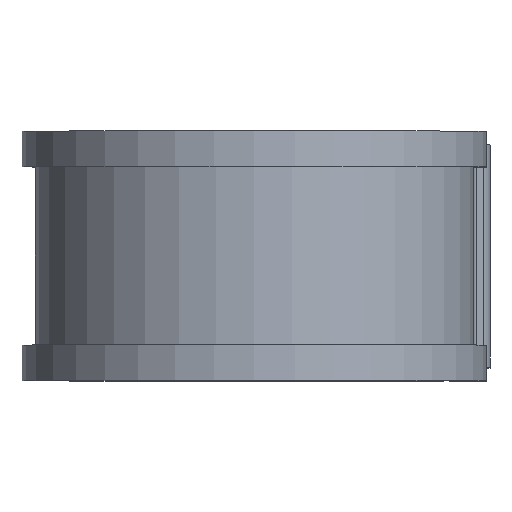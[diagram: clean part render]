
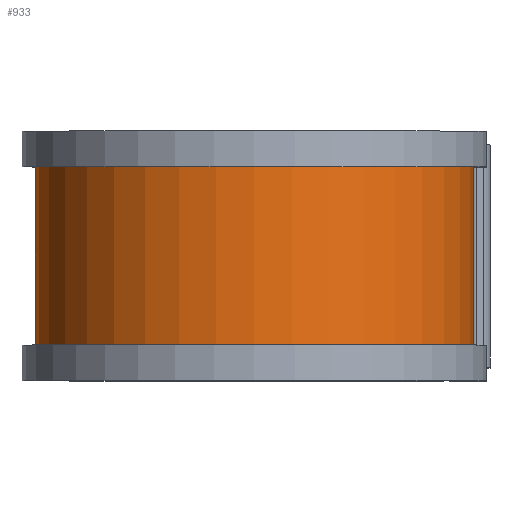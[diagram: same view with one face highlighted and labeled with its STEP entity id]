
A CAD part, top view. The second image highlights one B-rep face of the part: STEP entity #933.
In plain terms, the highlighted cylindrical face has radius 24.968 mm (diameter 49.936 mm), a partial arc.
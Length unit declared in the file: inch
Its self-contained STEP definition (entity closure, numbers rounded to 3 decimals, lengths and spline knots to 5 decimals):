
#5 = AXIS2_PLACEMENT_3D ( 'NONE', #113, #875, #254 ) ;
#90 = CARTESIAN_POINT ( 'NONE',  ( 0.983, 0.4, 0. ) ) ;
#98 = FACE_OUTER_BOUND ( 'NONE', #1739, .T. ) ;
#106 = LINE ( 'NONE', #476, #421 ) ;
#113 = CARTESIAN_POINT ( 'NONE',  ( 0., 0.4, 0. ) ) ;
#159 = DIRECTION ( 'NONE',  ( 0., -1., 0. ) ) ;
#246 = DIRECTION ( 'NONE',  ( 0., 0., -1. ) ) ;
#254 = DIRECTION ( 'NONE',  ( 0., 0., -1. ) ) ;
#301 = CIRCLE ( 'NONE', #5, 0.983 ) ;
#302 = CARTESIAN_POINT ( 'NONE',  ( 0., 0.5, 0. ) ) ;
#348 = DIRECTION ( 'NONE',  ( 0., -1., 0. ) ) ;
#421 = VECTOR ( 'NONE', #159, 39.37008 ) ;
#453 = VERTEX_POINT ( 'NONE', #492 ) ;
#476 = CARTESIAN_POINT ( 'NONE',  ( 0.983, 0.5, 0. ) ) ;
#492 = CARTESIAN_POINT ( 'NONE',  ( 0.983, -0.4, 0. ) ) ;
#496 = CARTESIAN_POINT ( 'NONE',  ( 0., 0.5, -0.983 ) ) ;
#584 = EDGE_CURVE ( 'NONE', #995, #453, #106, .T. ) ;
#684 = AXIS2_PLACEMENT_3D ( 'NONE', #302, #348, #246 ) ;
#703 = DIRECTION ( 'NONE',  ( 0., -1., 0. ) ) ;
#774 = CIRCLE ( 'NONE', #1387, 0.983 ) ;
#848 = CARTESIAN_POINT ( 'NONE',  ( 0., 0.4, -0.983 ) ) ;
#875 = DIRECTION ( 'NONE',  ( 0., -1., 0. ) ) ;
#878 = DIRECTION ( 'NONE',  ( 0., -1., 0. ) ) ;
#933 = ADVANCED_FACE ( 'NONE', ( #98 ), #1326, .T. ) ;
#995 = VERTEX_POINT ( 'NONE', #90 ) ;
#1011 = VECTOR ( 'NONE', #878, 39.37008 ) ;
#1128 = EDGE_CURVE ( 'NONE', #995, #1482, #301, .T. ) ;
#1145 = ORIENTED_EDGE ( 'NONE', *, *, #1756, .T. ) ;
#1326 = CYLINDRICAL_SURFACE ( 'NONE', #684, 0.983 ) ;
#1387 = AXIS2_PLACEMENT_3D ( 'NONE', #1523, #703, #1742 ) ;
#1407 = ORIENTED_EDGE ( 'NONE', *, *, #1128, .T. ) ;
#1409 = LINE ( 'NONE', #496, #1011 ) ;
#1482 = VERTEX_POINT ( 'NONE', #848 ) ;
#1489 = CARTESIAN_POINT ( 'NONE',  ( 0., -0.4, -0.983 ) ) ;
#1523 = CARTESIAN_POINT ( 'NONE',  ( 0., -0.4, 0. ) ) ;
#1587 = ORIENTED_EDGE ( 'NONE', *, *, #584, .F. ) ;
#1620 = VERTEX_POINT ( 'NONE', #1489 ) ;
#1657 = ORIENTED_EDGE ( 'NONE', *, *, #1731, .F. ) ;
#1731 = EDGE_CURVE ( 'NONE', #453, #1620, #774, .T. ) ;
#1739 = EDGE_LOOP ( 'NONE', ( #1587, #1407, #1145, #1657 ) ) ;
#1742 = DIRECTION ( 'NONE',  ( 0., 0., -1. ) ) ;
#1756 = EDGE_CURVE ( 'NONE', #1482, #1620, #1409, .T. ) ;
